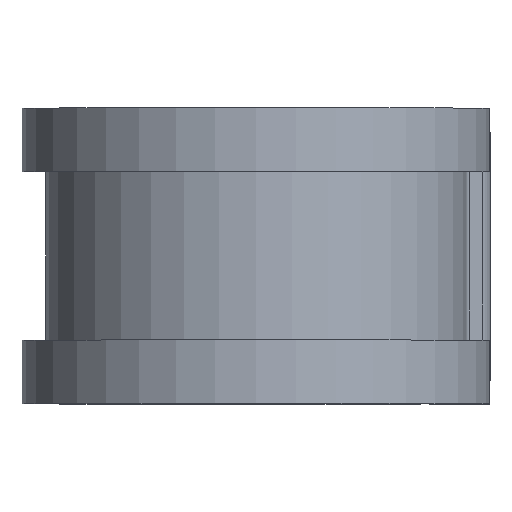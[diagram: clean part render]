
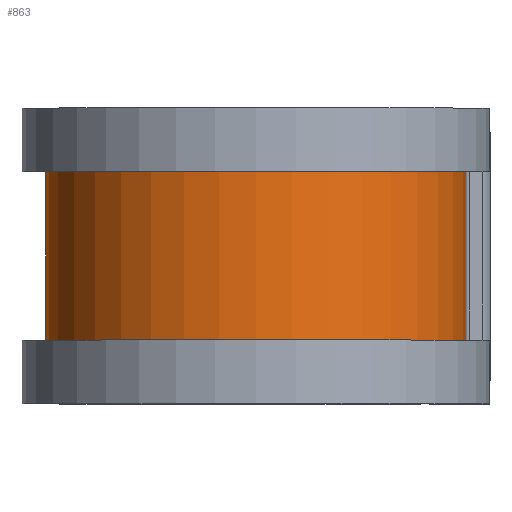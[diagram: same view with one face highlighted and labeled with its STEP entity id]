
A CAD part, top view. The second image highlights one B-rep face of the part: STEP entity #863.
In plain terms, the highlighted cylindrical face has radius 13.449 mm (diameter 26.899 mm), a partial arc.
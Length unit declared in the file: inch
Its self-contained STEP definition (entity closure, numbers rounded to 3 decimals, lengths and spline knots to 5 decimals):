
#55 = CYLINDRICAL_SURFACE ( 'NONE', #1245, 0.5295 ) ;
#93 = VECTOR ( 'NONE', #586, 39.37008 ) ;
#120 = VERTEX_POINT ( 'NONE', #573 ) ;
#259 = EDGE_CURVE ( 'NONE', #899, #120, #1036, .T. ) ;
#280 = CARTESIAN_POINT ( 'NONE',  ( 0., 0.3125, 0. ) ) ;
#334 = DIRECTION ( 'NONE',  ( 0., -1., 0. ) ) ;
#428 = ORIENTED_EDGE ( 'NONE', *, *, #259, .T. ) ;
#446 = DIRECTION ( 'NONE',  ( 0., -1., 0. ) ) ;
#483 = ORIENTED_EDGE ( 'NONE', *, *, #855, .T. ) ;
#492 = EDGE_LOOP ( 'NONE', ( #937, #483, #428, #1435 ) ) ;
#573 = CARTESIAN_POINT ( 'NONE',  ( 0., -0.2125, -0.5295 ) ) ;
#586 = DIRECTION ( 'NONE',  ( 0., -1., 0. ) ) ;
#602 = DIRECTION ( 'NONE',  ( 0., -1., 0. ) ) ;
#729 = CARTESIAN_POINT ( 'NONE',  ( 0., 0.3125, -0.5295 ) ) ;
#735 = DIRECTION ( 'NONE',  ( 0., 0., -1. ) ) ;
#751 = CARTESIAN_POINT ( 'NONE',  ( 0., 0.2125, -0.5295 ) ) ;
#766 = VERTEX_POINT ( 'NONE', #845 ) ;
#814 = VECTOR ( 'NONE', #602, 39.37008 ) ;
#817 = LINE ( 'NONE', #1504, #814 ) ;
#821 = FACE_OUTER_BOUND ( 'NONE', #492, .T. ) ;
#845 = CARTESIAN_POINT ( 'NONE',  ( 0.5295, -0.2125, 0. ) ) ;
#855 = EDGE_CURVE ( 'NONE', #1073, #899, #1207, .T. ) ;
#863 = ADVANCED_FACE ( 'NONE', ( #821 ), #55, .T. ) ;
#868 = EDGE_CURVE ( 'NONE', #1073, #766, #817, .T. ) ;
#899 = VERTEX_POINT ( 'NONE', #751 ) ;
#937 = ORIENTED_EDGE ( 'NONE', *, *, #868, .F. ) ;
#1024 = EDGE_CURVE ( 'NONE', #766, #120, #1733, .T. ) ;
#1036 = LINE ( 'NONE', #729, #93 ) ;
#1073 = VERTEX_POINT ( 'NONE', #1432 ) ;
#1074 = AXIS2_PLACEMENT_3D ( 'NONE', #1148, #334, #1291 ) ;
#1111 = DIRECTION ( 'NONE',  ( 0., -1., 0. ) ) ;
#1148 = CARTESIAN_POINT ( 'NONE',  ( 0., -0.2125, 0. ) ) ;
#1207 = CIRCLE ( 'NONE', #1719, 0.5295 ) ;
#1240 = CARTESIAN_POINT ( 'NONE',  ( 0., 0.2125, 0. ) ) ;
#1245 = AXIS2_PLACEMENT_3D ( 'NONE', #280, #1111, #735 ) ;
#1291 = DIRECTION ( 'NONE',  ( 0., 0., -1. ) ) ;
#1384 = DIRECTION ( 'NONE',  ( 0., 0., -1. ) ) ;
#1432 = CARTESIAN_POINT ( 'NONE',  ( 0.5295, 0.2125, 0. ) ) ;
#1435 = ORIENTED_EDGE ( 'NONE', *, *, #1024, .F. ) ;
#1504 = CARTESIAN_POINT ( 'NONE',  ( 0.5295, 0.3125, 0. ) ) ;
#1719 = AXIS2_PLACEMENT_3D ( 'NONE', #1240, #446, #1384 ) ;
#1733 = CIRCLE ( 'NONE', #1074, 0.5295 ) ;
